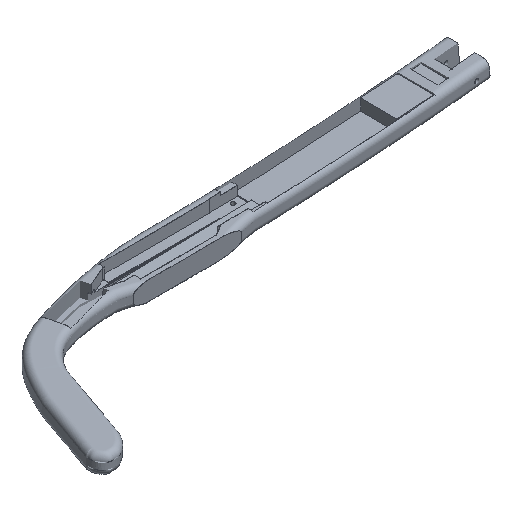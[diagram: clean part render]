
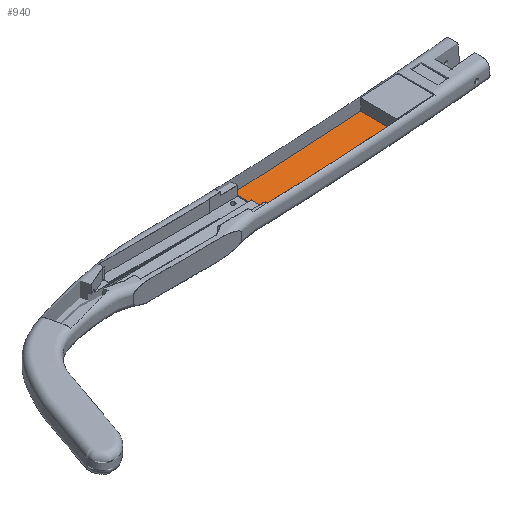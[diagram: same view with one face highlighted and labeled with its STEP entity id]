
A CAD part, isometric view. The second image highlights one B-rep face of the part: STEP entity #940.
In plain terms, the highlighted planar face has unit normal (-0.058, -0.006, 0.998).
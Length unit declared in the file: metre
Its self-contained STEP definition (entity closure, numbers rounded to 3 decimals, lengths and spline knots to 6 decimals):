
#269=ORIENTED_EDGE('',*,*,#446,.T.);
#270=ORIENTED_EDGE('',*,*,#447,.T.);
#271=ORIENTED_EDGE('',*,*,#448,.F.);
#272=ORIENTED_EDGE('',*,*,#449,.T.);
#273=ORIENTED_EDGE('',*,*,#450,.T.);
#274=ORIENTED_EDGE('',*,*,#444,.F.);
#444=EDGE_CURVE('',#572,#573,#666,.T.);
#446=EDGE_CURVE('',#572,#574,#668,.T.);
#447=EDGE_CURVE('',#574,#575,#669,.T.);
#448=EDGE_CURVE('',#576,#575,#670,.T.);
#449=EDGE_CURVE('',#576,#577,#671,.T.);
#450=EDGE_CURVE('',#577,#573,#672,.T.);
#572=VERTEX_POINT('',#1685);
#573=VERTEX_POINT('',#1687);
#574=VERTEX_POINT('',#1691);
#575=VERTEX_POINT('',#1693);
#576=VERTEX_POINT('',#1695);
#577=VERTEX_POINT('',#1697);
#666=LINE('',#1686,#741);
#668=LINE('',#1690,#743);
#669=LINE('',#1692,#744);
#670=LINE('',#1694,#745);
#671=LINE('',#1696,#746);
#672=LINE('',#1698,#747);
#741=VECTOR('',#1220,1.);
#743=VECTOR('',#1224,1.);
#744=VECTOR('',#1225,1.);
#745=VECTOR('',#1226,1.);
#746=VECTOR('',#1227,1.);
#747=VECTOR('',#1228,1.);
#795=EDGE_LOOP('',(#269,#270,#271,#272,#273,#274));
#844=FACE_BOUND('',#795,.T.);
#892=PLANE('',#1076);
#940=ADVANCED_FACE('',(#844),#892,.T.);
#1076=AXIS2_PLACEMENT_3D('',#1689,#1222,#1223);
#1220=DIRECTION('',(0.,-1.,-0.006));
#1222=DIRECTION('',(-0.058,-0.006,0.998));
#1223=DIRECTION('',(0.998,0.,0.058));
#1224=DIRECTION('',(-0.998,0.,-0.058));
#1225=DIRECTION('',(0.,1.,0.006));
#1226=DIRECTION('',(0.998,0.,0.058));
#1227=DIRECTION('',(0.,-1.,-0.006));
#1228=DIRECTION('',(0.998,0.,0.058));
#1685=CARTESIAN_POINT('',(0.122839,0.035032,0.003883));
#1686=CARTESIAN_POINT('',(0.122839,0.039265,0.003908));
#1687=CARTESIAN_POINT('',(0.122839,0.034988,0.003882));
#1689=CARTESIAN_POINT('',(0.105707,0.039271,0.002914));
#1690=CARTESIAN_POINT('',(0.105707,0.035038,0.002889));
#1691=CARTESIAN_POINT('',(0.118408,0.035034,0.003626));
#1692=CARTESIAN_POINT('',(0.118408,0.039267,0.003651));
#1693=CARTESIAN_POINT('',(0.118408,0.043544,0.003677));
#1694=CARTESIAN_POINT('',(0.105707,0.043548,0.00294));
#1695=CARTESIAN_POINT('',(0.088575,0.043554,0.001946));
#1696=CARTESIAN_POINT('',(0.088575,0.039277,0.00192));
#1697=CARTESIAN_POINT('',(0.088575,0.035,0.001895));
#1698=CARTESIAN_POINT('',(0.105707,0.034994,0.002889));
